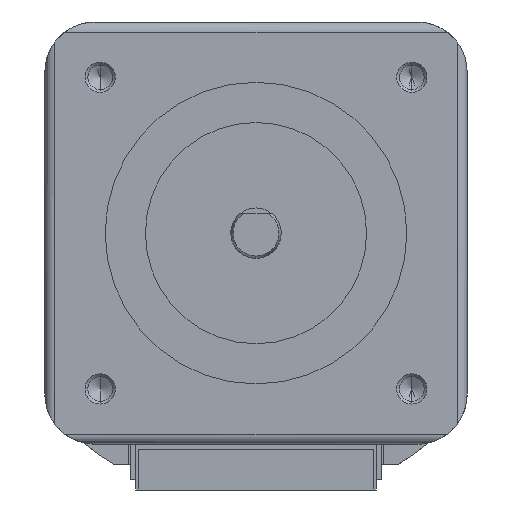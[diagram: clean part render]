
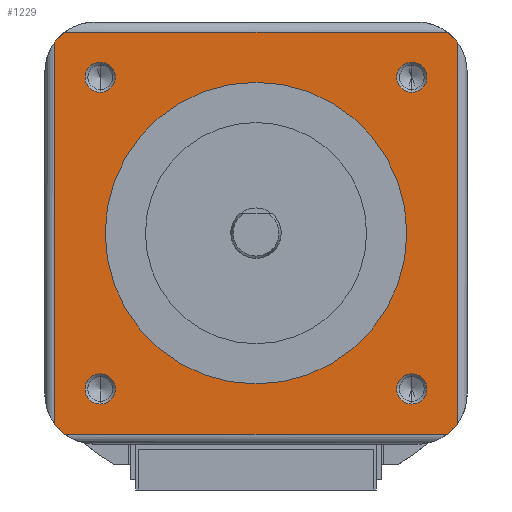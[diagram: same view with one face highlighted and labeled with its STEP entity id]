
A CAD part, left-side view. The second image highlights one B-rep face of the part: STEP entity #1229.
In plain terms, the highlighted planar face has unit normal (-1, 0, 0).
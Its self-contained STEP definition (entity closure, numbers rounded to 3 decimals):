
#844=CARTESIAN_POINT('POINT2962',(0.,15.5,
   -14.));
#845=VERTEX_POINT('VERTEX2962',#844);
#852=CARTESIAN_POINT('POINT2963',(0.,15.5,
   -17.));
#853=VERTEX_POINT('VERTEX2963',#852);
#854=CARTESIAN_POINT('POS4491',(0.,15.5,
   -15.5));
#855=DIRECTION('DIR6875',(1.,0.,0.));
#856=DIRECTION('DIR6876',(0.,0.,1.));
#857=AXIS2_PLACEMENT_3D('AXIS2385',#854,#855,#856);
#858=CIRCLE('ELLIPSE1237',#857,1.5);
#859=EDGE_CURVE('EDGE4449',#853,#845,#858,.T.);
#879=EDGE_CURVE('EDGE4451',#845,#853,#858,.T.);
#884=CARTESIAN_POINT('POINT2964',(0.,-15.5,
   -14.));
#885=VERTEX_POINT('VERTEX2964',#884);
#892=CARTESIAN_POINT('POINT2965',(0.,-15.5,
   -17.));
#893=VERTEX_POINT('VERTEX2965',#892);
#894=CARTESIAN_POINT('POS4495',(0.,-15.5,
   -15.5));
#895=DIRECTION('DIR6881',(1.,0.,0.));
#896=DIRECTION('DIR6882',(0.,0.,1.));
#897=AXIS2_PLACEMENT_3D('AXIS2387',#894,#895,#896);
#898=CIRCLE('ELLIPSE1238',#897,1.5);
#899=EDGE_CURVE('EDGE4453',#893,#885,#898,.T.);
#919=EDGE_CURVE('EDGE4455',#885,#893,#898,.T.);
#924=CARTESIAN_POINT('POINT2966',(0.,15.5,
   17.));
#925=VERTEX_POINT('VERTEX2966',#924);
#932=CARTESIAN_POINT('POINT2967',(0.,15.5,
   14.));
#933=VERTEX_POINT('VERTEX2967',#932);
#934=CARTESIAN_POINT('POS4499',(0.,15.5,
   15.5));
#935=DIRECTION('DIR6887',(1.,0.,0.));
#936=DIRECTION('DIR6888',(0.,0.,1.));
#937=AXIS2_PLACEMENT_3D('AXIS2389',#934,#935,#936);
#938=CIRCLE('ELLIPSE1239',#937,1.5);
#939=EDGE_CURVE('EDGE4457',#933,#925,#938,.T.);
#959=EDGE_CURVE('EDGE4459',#925,#933,#938,.T.);
#964=CARTESIAN_POINT('POINT2968',(0.,-15.5,
   17.));
#965=VERTEX_POINT('VERTEX2968',#964);
#972=CARTESIAN_POINT('POINT2969',(0.,-15.5,
   14.));
#973=VERTEX_POINT('VERTEX2969',#972);
#974=CARTESIAN_POINT('POS4503',(0.,-15.5,
   15.5));
#975=DIRECTION('DIR6893',(1.,0.,0.));
#976=DIRECTION('DIR6894',(0.,0.,1.));
#977=AXIS2_PLACEMENT_3D('AXIS2391',#974,#975,#976);
#978=CIRCLE('ELLIPSE1240',#977,1.5);
#979=EDGE_CURVE('EDGE4461',#973,#965,#978,.T.);
#999=EDGE_CURVE('EDGE4463',#965,#973,#978,.T.);
#1004=CARTESIAN_POINT('POINT2970',(0.,0.,
   -15.));
#1005=VERTEX_POINT('VERTEX2970',#1004);
#1012=CARTESIAN_POINT('POINT2971',(0.,
   0.,15.));
#1013=VERTEX_POINT('VERTEX2971',#1012);
#1014=CARTESIAN_POINT('POS4507',(0.,0.,0.));
#1015=DIRECTION('DIR6899',(1.,0.,0.));
#1016=DIRECTION('DIR6900',(0.,0.,-1.));
#1017=AXIS2_PLACEMENT_3D('AXIS2393',#1014,#1015,#1016);
#1018=CIRCLE('ELLIPSE1241',#1017,15.);
#1019=EDGE_CURVE('EDGE4465',#1013,#1005,#1018,.T.);
#1039=EDGE_CURVE('EDGE4467',#1005,#1013,#1018,.T.);
#1044=CARTESIAN_POINT('POINT2972',(0.,-19.,
   -20.));
#1045=VERTEX_POINT('VERTEX2972',#1044);
#1061=CARTESIAN_POINT('POINT2974',(0.,19.,
   -20.));
#1062=VERTEX_POINT('VERTEX2974',#1061);
#1063=CARTESIAN_POINT('POS4510',(0.,-21.,
   -20.));
#1064=DIRECTION('DIR6904',(0.,-1.,0.));
#1065=VECTOR('VEC2116',#1064,1.);
#1066=LINE('STRAIGHT2116',#1063,#1065);
#1067=EDGE_CURVE('EDGE4469',#1062,#1045,#1066,.T.);
#1098=CARTESIAN_POINT('POINT2976',(0.,-20.,
   19.));
#1099=VERTEX_POINT('VERTEX2976',#1098);
#1115=CARTESIAN_POINT('POINT2978',(0.,-20.,
   -19.));
#1116=VERTEX_POINT('VERTEX2978',#1115);
#1117=CARTESIAN_POINT('POS4513',(0.,-20.,
   21.));
#1118=DIRECTION('DIR6908',(0.,0.,1.));
#1119=VECTOR('VEC2118',#1118,1.);
#1120=LINE('STRAIGHT2118',#1117,#1119);
#1121=EDGE_CURVE('EDGE4473',#1116,#1099,#1120,.T.);
#1152=ORIENTED_EDGE('COEDGE8933',*,*,#1039,.T.);
#1153=ORIENTED_EDGE('COEDGE8934',*,*,#1019,.T.);
#1154=EDGE_LOOP('NONE',(#1152,#1153));
#1155=FACE_BOUND('LOOP1',#1154,.T.);
#1156=ORIENTED_EDGE('COEDGE8935',*,*,#999,.T.);
#1157=ORIENTED_EDGE('COEDGE8936',*,*,#979,.T.);
#1158=EDGE_LOOP('NONE',(#1156,#1157));
#1159=FACE_BOUND('LOOP1',#1158,.T.);
#1160=ORIENTED_EDGE('COEDGE8937',*,*,#959,.T.);
#1161=ORIENTED_EDGE('COEDGE8938',*,*,#939,.T.);
#1162=EDGE_LOOP('NONE',(#1160,#1161));
#1163=FACE_BOUND('LOOP1',#1162,.T.);
#1164=ORIENTED_EDGE('COEDGE8939',*,*,#919,.T.);
#1165=ORIENTED_EDGE('COEDGE8940',*,*,#899,.T.);
#1166=EDGE_LOOP('NONE',(#1164,#1165));
#1167=FACE_BOUND('LOOP1',#1166,.T.);
#1168=ORIENTED_EDGE('COEDGE8941',*,*,#879,.T.);
#1169=ORIENTED_EDGE('COEDGE8942',*,*,#859,.T.);
#1170=EDGE_LOOP('NONE',(#1168,#1169));
#1171=FACE_BOUND('LOOP1',#1170,.T.);
#1172=ORIENTED_EDGE('COEDGE8943',*,*,#1067,.T.);
#1173=CARTESIAN_POINT('POS4516',(0.,-16.,
   -16.));
#1174=DIRECTION('DIR6912',(-1.,0.,0.));
#1175=DIRECTION('DIR6913',(0.,0.,-1.));
#1176=AXIS2_PLACEMENT_3D('AXIS2397',#1173,#1174,#1175);
#1177=CIRCLE('ELLIPSE1242',#1176,5.);
#1178=EDGE_CURVE('EDGE4476',#1045,#1116,#1177,.T.);
#1179=ORIENTED_EDGE('COEDGE8944',*,*,#1178,.T.);
#1180=ORIENTED_EDGE('COEDGE8945',*,*,#1121,.T.);
#1181=CARTESIAN_POINT('POINT2980',(0.,-19.,
   20.));
#1182=VERTEX_POINT('VERTEX2980',#1181);
#1183=CARTESIAN_POINT('POS4517',(0.,-16.,
   16.));
#1184=DIRECTION('DIR6914',(-1.,0.,0.));
#1185=DIRECTION('DIR6915',(0.,-1.,
   0.));
#1186=AXIS2_PLACEMENT_3D('AXIS2398',#1183,#1184,#1185);
#1187=CIRCLE('ELLIPSE1243',#1186,5.);
#1188=EDGE_CURVE('EDGE4477',#1099,#1182,#1187,.T.);
#1189=ORIENTED_EDGE('COEDGE8946',*,*,#1188,.T.);
#1190=CARTESIAN_POINT('POINT2981',(0.,19.,
   20.));
#1191=VERTEX_POINT('VERTEX2981',#1190);
#1192=CARTESIAN_POINT('POS4518',(0.,21.,
   20.));
#1193=DIRECTION('DIR6916',(0.,1.,0.));
#1194=VECTOR('VEC2120',#1193,1.);
#1195=LINE('STRAIGHT2120',#1192,#1194);
#1196=EDGE_CURVE('EDGE4478',#1182,#1191,#1195,.T.);
#1197=ORIENTED_EDGE('COEDGE8947',*,*,#1196,.T.);
#1198=CARTESIAN_POINT('POINT2982',(0.,20.,
   19.));
#1199=VERTEX_POINT('VERTEX2982',#1198);
#1200=CARTESIAN_POINT('POS4519',(0.,16.,
   16.));
#1201=DIRECTION('DIR6917',(-1.,0.,0.));
#1202=DIRECTION('DIR6918',(0.,0.,
   1.));
#1203=AXIS2_PLACEMENT_3D('AXIS2399',#1200,#1201,#1202);
#1204=CIRCLE('ELLIPSE1244',#1203,5.);
#1205=EDGE_CURVE('EDGE4479',#1191,#1199,#1204,.T.);
#1206=ORIENTED_EDGE('COEDGE8948',*,*,#1205,.T.);
#1207=CARTESIAN_POINT('POINT2983',(0.,20.,
   -19.));
#1208=VERTEX_POINT('VERTEX2983',#1207);
#1209=CARTESIAN_POINT('POS4520',(0.,20.,
   -21.));
#1210=DIRECTION('DIR6919',(0.,0.,-1.));
#1211=VECTOR('VEC2121',#1210,1.);
#1212=LINE('STRAIGHT2121',#1209,#1211);
#1213=EDGE_CURVE('EDGE4480',#1199,#1208,#1212,.T.);
#1214=ORIENTED_EDGE('COEDGE8949',*,*,#1213,.T.);
#1215=CARTESIAN_POINT('POS4521',(0.,16.,
   -16.));
#1216=DIRECTION('DIR6920',(-1.,0.,0.));
#1217=DIRECTION('DIR6921',(0.,1.,
   0.));
#1218=AXIS2_PLACEMENT_3D('AXIS2400',#1215,#1216,#1217);
#1219=CIRCLE('ELLIPSE1245',#1218,5.);
#1220=EDGE_CURVE('EDGE4481',#1208,#1062,#1219,.T.);
#1221=ORIENTED_EDGE('COEDGE8950',*,*,#1220,.T.);
#1222=EDGE_LOOP('NONE',(#1172,#1179,#1180,#1189,#1197,#1206,#1214,#1221)
   );
#1223=FACE_BOUND('LOOP1',#1222,.T.);
#1224=CARTESIAN_POINT('POS4522',(0.,
   0.,0.));
#1225=DIRECTION('DIR6922',(1.,0.,0.));
#1226=DIRECTION('DIR6923',(0.,1.,0.));
#1227=AXIS2_PLACEMENT_3D('AXIS2401',#1224,#1225,#1226);
#1228=PLANE('PLANE618',#1227);
#1229=ADVANCED_FACE('FACE1732',(#1155,#1159,#1163,#1167,#1171,#1223),
   #1228,.F.);
